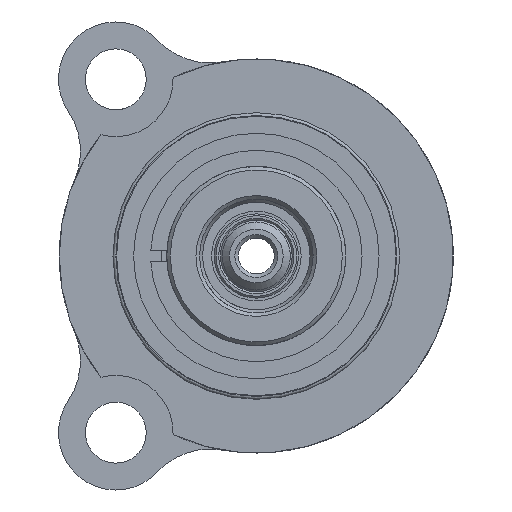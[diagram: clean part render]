
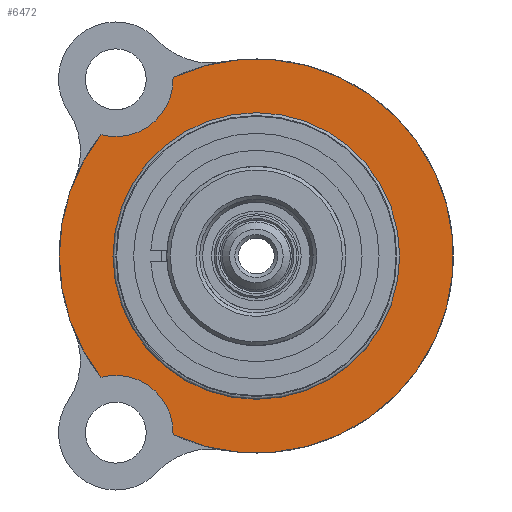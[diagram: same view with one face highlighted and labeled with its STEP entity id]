
A CAD part, left-side view. The second image highlights one B-rep face of the part: STEP entity #6472.
In plain terms, the highlighted planar face has unit normal (-1, 0, 0).
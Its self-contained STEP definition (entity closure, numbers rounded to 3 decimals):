
#746=PLANE('',#7223);
#808=FACE_BOUND('',#1582,.T.);
#1192=FACE_OUTER_BOUND('',#1581,.T.);
#1581=EDGE_LOOP('',(#4775,#4776,#4777,#4778));
#1582=EDGE_LOOP('',(#4779));
#2338=CIRCLE('',#7224,1.6);
#2339=CIRCLE('',#7225,5.5);
#2340=CIRCLE('',#7226,1.6);
#2341=CIRCLE('',#7227,5.5);
#2342=CIRCLE('',#7228,4.);
#2971=VERTEX_POINT('',#11069);
#2972=VERTEX_POINT('',#11070);
#2973=VERTEX_POINT('',#11072);
#2974=VERTEX_POINT('',#11074);
#2975=VERTEX_POINT('',#11077);
#3753=EDGE_CURVE('',#2971,#2972,#2338,.T.);
#3754=EDGE_CURVE('',#2972,#2973,#2339,.T.);
#3755=EDGE_CURVE('',#2973,#2974,#2340,.T.);
#3756=EDGE_CURVE('',#2974,#2971,#2341,.T.);
#3757=EDGE_CURVE('',#2975,#2975,#2342,.T.);
#4775=ORIENTED_EDGE('',*,*,#3753,.T.);
#4776=ORIENTED_EDGE('',*,*,#3754,.T.);
#4777=ORIENTED_EDGE('',*,*,#3755,.T.);
#4778=ORIENTED_EDGE('',*,*,#3756,.T.);
#4779=ORIENTED_EDGE('',*,*,#3757,.F.);
#6472=ADVANCED_FACE('',(#1192,#808),#746,.T.);
#7223=AXIS2_PLACEMENT_3D('',#11068,#8951,#8952);
#7224=AXIS2_PLACEMENT_3D('',#11071,#8953,#8954);
#7225=AXIS2_PLACEMENT_3D('',#11073,#8955,#8956);
#7226=AXIS2_PLACEMENT_3D('',#11075,#8957,#8958);
#7227=AXIS2_PLACEMENT_3D('',#11076,#8959,#8960);
#7228=AXIS2_PLACEMENT_3D('',#11078,#8961,#8962);
#8951=DIRECTION('center_axis',(-1.,0.,0.));
#8952=DIRECTION('ref_axis',(0.,0.,1.));
#8953=DIRECTION('center_axis',(1.,0.,0.));
#8954=DIRECTION('ref_axis',(0.,0.,
1.));
#8955=DIRECTION('center_axis',(-1.,0.,0.));
#8956=DIRECTION('ref_axis',(0.,0.,
1.));
#8957=DIRECTION('center_axis',(1.,0.,0.));
#8958=DIRECTION('ref_axis',(0.,0.,
1.));
#8959=DIRECTION('center_axis',(-1.,0.,0.));
#8960=DIRECTION('ref_axis',(0.,0.,
1.));
#8961=DIRECTION('center_axis',(-1.,0.,0.));
#8962=DIRECTION('ref_axis',(0.,0.,
1.));
#11068=CARTESIAN_POINT('Origin',(-12.531,2.406,15.019));
#11069=CARTESIAN_POINT('',(-12.531,4.729,15.255));
#11070=CARTESIAN_POINT('',(-12.531,6.741,13.654));
#11071=CARTESIAN_POINT('Origin',(-12.531,6.328,15.2));
#11072=CARTESIAN_POINT('',(-12.531,6.741,6.885));
#11073=CARTESIAN_POINT('Origin',(-12.531,2.406,10.269));
#11074=CARTESIAN_POINT('',(-12.531,4.729,5.284));
#11075=CARTESIAN_POINT('Origin',(-12.531,6.328,5.339));
#11076=CARTESIAN_POINT('Origin',(-12.531,2.406,10.269));
#11077=CARTESIAN_POINT('',(-12.531,2.406,14.269));
#11078=CARTESIAN_POINT('Origin',(-12.531,2.406,10.269));
